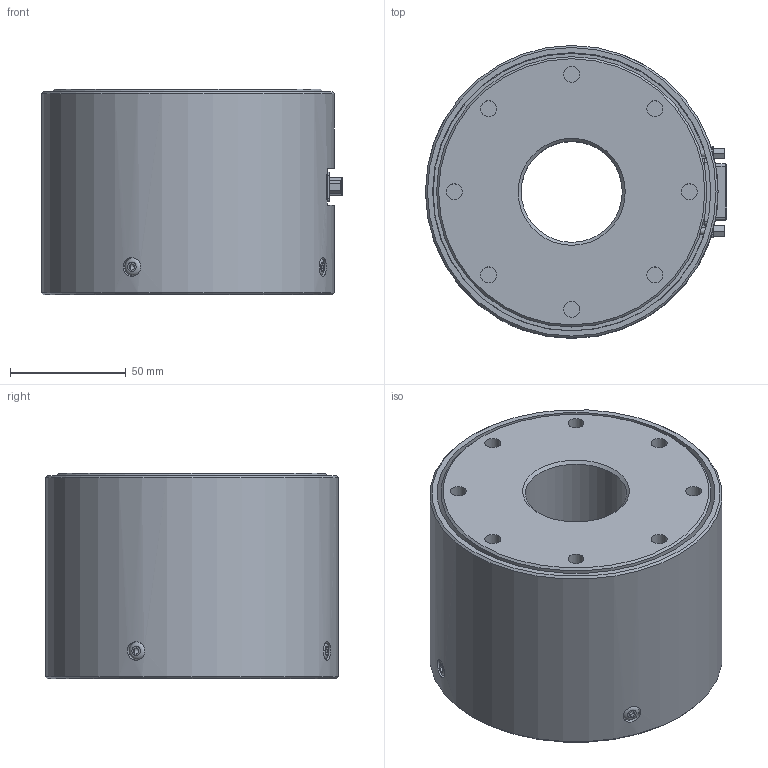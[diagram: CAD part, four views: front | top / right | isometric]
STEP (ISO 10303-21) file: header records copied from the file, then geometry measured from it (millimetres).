
FILE_DESCRIPTION((''),'2;1');
FILE_NAME('MTA600.stp','2011-04-14T11:49:22',('thomasl'),(''),'Autodesk Inventor 2011','Autodesk Inventor 2011','');
FILE_SCHEMA(('AUTOMOTIVE_DESIGN { 1 0 10303 214 1 1 1 1 }'));
Length unit declared in the file: inch
Products named in the file (2): FI1194 (SubstituteLevelofDetail1); FI1194_Substitute_1
Assembly tree (1 placements, depth 2):
  FI1194 (SubstituteLevelofDetail1)
    FI1194_Substitute_1
Bounding box: 130.18 x 126.49 x 88.9 mm (x, y, z)
Volume: 447468.3 mm3; surface area: 136338.3 mm2
Topology: 1 solids, 16 shells, 611 faces, 1529 edges, 1000 vertices
Faces by surface type: cylinder 262, plane 255, cone 70, torus 18, sphere 6
Full cylindrical faces by diameter (mm): 1.067 x15, 1.168 x15, 1.549 x8, 1.575 x7, 2.385 x2, 2.845 x3, 3.048 x2, 3.454 x8, 4.166 x4, 4.369 x4, 6.909 x16, 7.925 x4, 8.128 x4, 43.688 x1, 63.5 x2, 116.84 x1, 119.888 x1, 120.142 x1, 120.269 x1, 126.492 x1
Entity records: 20005 total; most frequent: CARTESIAN_POINT 5765, DIRECTION 2811, ORIENTED_EDGE 2682, EDGE_CURVE 1341, AXIS2_PLACEMENT_3D 1108, VERTEX_POINT 935, EDGE_LOOP 808, FACE_OUTER_BOUND 611
